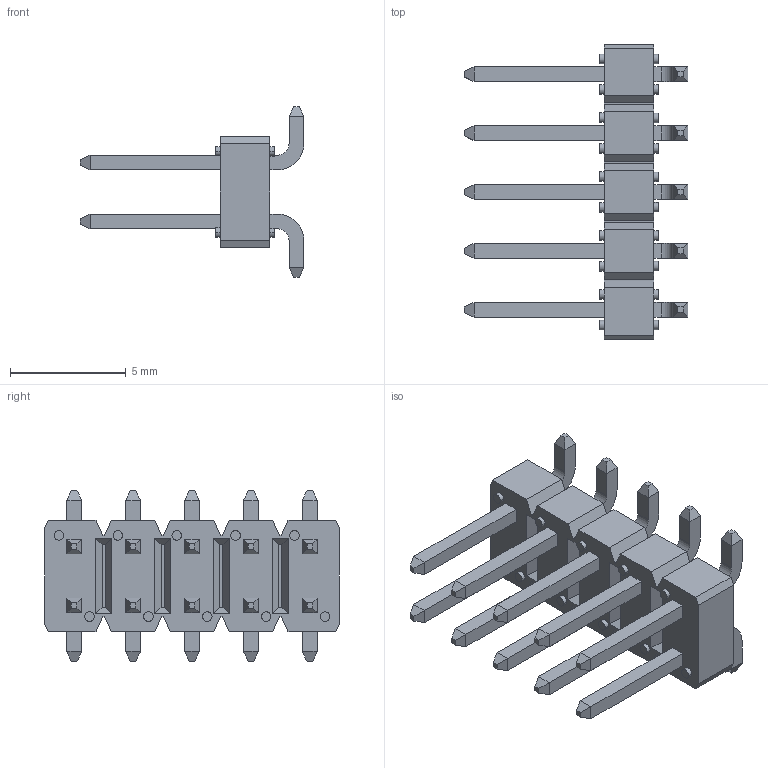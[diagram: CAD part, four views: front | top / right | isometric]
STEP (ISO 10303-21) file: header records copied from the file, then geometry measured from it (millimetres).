
FILE_DESCRIPTION((''),'2;1');
FILE_NAME('10129383-X10001XLF_ASM','2014-07-09T',('hanj'),('FCI'),'PRO/ENGINEER BY PARAMETRIC TECHNOLOGY CORPORATION, 2013150','PRO/ENGINEER BY PARAMETRIC TECHNOLOGY CORPORATION, 2013150','');
FILE_SCHEMA(('CONFIG_CONTROL_DESIGN'));
Length unit declared in the file: millimetre
Products named in the file (1): 10129383-X10001XLF_ASM
Bounding box: 9.65 x 12.7 x 7.37 mm (x, y, z)
Volume: 158.9 mm3; surface area: 450.7 mm2
Topology: 1 solids, 1 shells, 362 faces, 856 edges, 544 vertices
Faces by surface type: plane 302, cylinder 60
Entity records: 10238 total; most frequent: CARTESIAN_POINT 1762, ORIENTED_EDGE 1712, DIRECTION 1700, EDGE_CURVE 856, VECTOR 736, LINE 736, VERTEX_POINT 544, AXIS2_PLACEMENT_3D 482
